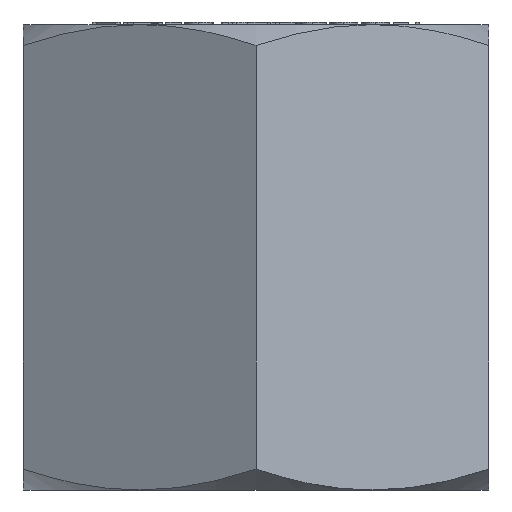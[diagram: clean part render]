
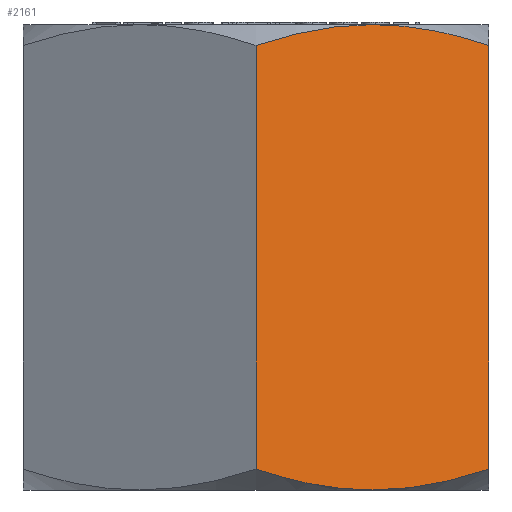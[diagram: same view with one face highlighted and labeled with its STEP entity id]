
A CAD part, front view. The second image highlights one B-rep face of the part: STEP entity #2161.
In plain terms, the highlighted planar face has unit normal (0.5, -0.866, 0).
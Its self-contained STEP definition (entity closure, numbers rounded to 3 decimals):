
#300 = VERTEX_POINT ( 'NONE', #3700 ) ;
#566 = CARTESIAN_POINT ( 'NONE',  ( 0., -10.392, 0. ) ) ;
#567 = DIRECTION ( 'NONE',  ( 0., 0., 1. ) ) ;
#725 = CARTESIAN_POINT ( 'NONE',  ( 9., -5.196, 0. ) ) ;
#727 = DIRECTION ( 'NONE',  ( 0., 0., 1. ) ) ;
#1724 = CARTESIAN_POINT ( 'NONE',  ( 4.5, -7.794, 18. ) ) ;
#1725 = CARTESIAN_POINT ( 'NONE',  ( 2.412, -9., 18. ) ) ;
#1726 = CARTESIAN_POINT ( 'NONE',  ( 0., -10.392, 17.196 ) ) ;
#2161 = ADVANCED_FACE ( 'NONE', ( #8045 ), #12569, .T. ) ;
#2898 = EDGE_LOOP ( 'NONE', ( #3443, #3449, #3442, #3084, #3387, #3476 ) ) ;
#3084 = ORIENTED_EDGE ( 'NONE', *, *, #8809, .T. ) ;
#3387 = ORIENTED_EDGE ( 'NONE', *, *, #5337, .T. ) ;
#3442 = ORIENTED_EDGE ( 'NONE', *, *, #5479, .F. ) ;
#3443 = ORIENTED_EDGE ( 'NONE', *, *, #8825, .T. ) ;
#3449 = ORIENTED_EDGE ( 'NONE', *, *, #8738, .T. ) ;
#3476 = ORIENTED_EDGE ( 'NONE', *, *, #5519, .T. ) ;
#3545 = VERTEX_POINT ( 'NONE', #10619 ) ;
#3581 = VERTEX_POINT ( 'NONE', #10631 ) ;
#3583 = VERTEX_POINT ( 'NONE', #10632 ) ;
#3598 = VERTEX_POINT ( 'NONE', #10634 ) ;
#3620 = VERTEX_POINT ( 'NONE', #10644 ) ;
#3700 = CARTESIAN_POINT ( 'NONE',  ( 4.5, -7.794, 18. ) ) ;
#4133 = AXIS2_PLACEMENT_3D ( 'NONE', #12568, #12570, #12643 ) ;
#5337 = EDGE_CURVE ( 'NONE', #3583, #3598, #9556, .T. ) ;
#5479 = EDGE_CURVE ( 'NONE', #3545, #3620, #12689, .T. ) ;
#5519 = EDGE_CURVE ( 'NONE', #3598, #3581, #12720, .T. ) ;
#6082 = CARTESIAN_POINT ( 'NONE',  ( 4.5, -7.794, 0. ) ) ;
#6083 = CARTESIAN_POINT ( 'NONE',  ( 6.588, -6.588, 0. ) ) ;
#6084 = CARTESIAN_POINT ( 'NONE',  ( 9., -5.196, 0.804 ) ) ;
#8045 = FACE_OUTER_BOUND ( 'NONE', #2898, .T. ) ;
#8738 = EDGE_CURVE ( 'NONE', #300, #3620, #9436, .T. ) ;
#8809 = EDGE_CURVE ( 'NONE', #3545, #3583, #9450, .T. ) ;
#8825 = EDGE_CURVE ( 'NONE', #3581, #300, #9453, .T. ) ;
#9436 =( BOUNDED_CURVE ( )  B_SPLINE_CURVE ( 2, ( #1724, #1725, #1726 ),
 .UNSPECIFIED., .F., .F. ) 
 B_SPLINE_CURVE_WITH_KNOTS ( ( 3, 3 ),
 ( 1.045, 1.642 ),
 .UNSPECIFIED. ) 
 CURVE ( )  GEOMETRIC_REPRESENTATION_ITEM ( )  RATIONAL_B_SPLINE_CURVE ( ( 1., 1.068, 1.058 ) ) 
 REPRESENTATION_ITEM ( '' )  );
#9450 =( BOUNDED_CURVE ( )  B_SPLINE_CURVE ( 2, ( #11032, #11033, #11034 ),
 .UNSPECIFIED., .F., .F. ) 
 B_SPLINE_CURVE_WITH_KNOTS ( ( 3, 3 ),
 ( 0.447, 1.045 ),
 .UNSPECIFIED. ) 
 CURVE ( )  GEOMETRIC_REPRESENTATION_ITEM ( )  RATIONAL_B_SPLINE_CURVE ( ( 1.058, 1.068, 1. ) ) 
 REPRESENTATION_ITEM ( '' )  );
#9453 =( BOUNDED_CURVE ( )  B_SPLINE_CURVE ( 2, ( #11085, #11086, #11087 ),
 .UNSPECIFIED., .F., .F. ) 
 B_SPLINE_CURVE_WITH_KNOTS ( ( 3, 3 ),
 ( 0.447, 1.045 ),
 .UNSPECIFIED. ) 
 CURVE ( )  GEOMETRIC_REPRESENTATION_ITEM ( )  RATIONAL_B_SPLINE_CURVE ( ( 1.058, 1.068, 1. ) ) 
 REPRESENTATION_ITEM ( '' )  );
#9556 =( BOUNDED_CURVE ( )  B_SPLINE_CURVE ( 2, ( #6082, #6083, #6084 ),
 .UNSPECIFIED., .F., .F. ) 
 B_SPLINE_CURVE_WITH_KNOTS ( ( 3, 3 ),
 ( 1.045, 1.642 ),
 .UNSPECIFIED. ) 
 CURVE ( )  GEOMETRIC_REPRESENTATION_ITEM ( )  RATIONAL_B_SPLINE_CURVE ( ( 1., 1.068, 1.058 ) ) 
 REPRESENTATION_ITEM ( '' )  );
#10619 = CARTESIAN_POINT ( 'NONE',  ( 0., -10.392, 0.804 ) ) ;
#10631 = CARTESIAN_POINT ( 'NONE',  ( 9., -5.196, 17.196 ) ) ;
#10632 = CARTESIAN_POINT ( 'NONE',  ( 4.5, -7.794, 0. ) ) ;
#10634 = CARTESIAN_POINT ( 'NONE',  ( 9., -5.196, 0.804 ) ) ;
#10644 = CARTESIAN_POINT ( 'NONE',  ( 0., -10.392, 17.196 ) ) ;
#11032 = CARTESIAN_POINT ( 'NONE',  ( 0., -10.392, 0.804 ) ) ;
#11033 = CARTESIAN_POINT ( 'NONE',  ( 2.412, -9., 0. ) ) ;
#11034 = CARTESIAN_POINT ( 'NONE',  ( 4.5, -7.794, 0. ) ) ;
#11085 = CARTESIAN_POINT ( 'NONE',  ( 9., -5.196, 17.196 ) ) ;
#11086 = CARTESIAN_POINT ( 'NONE',  ( 6.588, -6.588, 18. ) ) ;
#11087 = CARTESIAN_POINT ( 'NONE',  ( 4.5, -7.794, 18. ) ) ;
#12568 = CARTESIAN_POINT ( 'NONE',  ( 0., -10.392, 0. ) ) ;
#12569 = PLANE ( 'NONE',  #4133 ) ;
#12570 = DIRECTION ( 'NONE',  ( 0.5, -0.866, 0. ) ) ;
#12643 = DIRECTION ( 'NONE',  ( 0.866, 0.5, 0. ) ) ;
#12689 = LINE ( 'NONE', #566, #12690 ) ;
#12690 = VECTOR ( 'NONE', #567, 1000. ) ;
#12720 = LINE ( 'NONE', #725, #12721 ) ;
#12721 = VECTOR ( 'NONE', #727, 1000. ) ;
